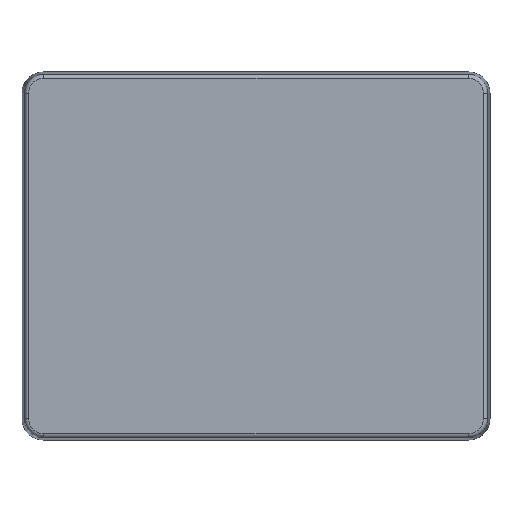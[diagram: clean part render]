
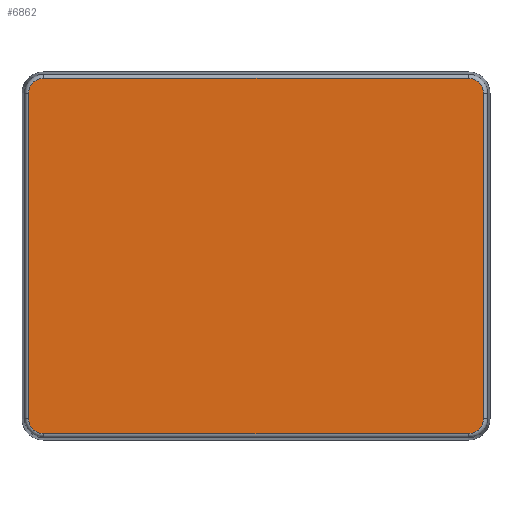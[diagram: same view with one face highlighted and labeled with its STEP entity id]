
A CAD part, front view. The second image highlights one B-rep face of the part: STEP entity #6862.
In plain terms, the highlighted face is planar.
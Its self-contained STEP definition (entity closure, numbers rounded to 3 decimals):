
#557=PLANE('',#7350);
#1101=LINE('',#12002,#1713);
#1103=LINE('',#12022,#1715);
#1106=LINE('',#12029,#1718);
#1108=LINE('',#12044,#1720);
#1713=VECTOR('',#8547,10.);
#1715=VECTOR('',#8571,10.);
#1718=VECTOR('',#8578,10.);
#1720=VECTOR('',#8598,10.);
#2207=FACE_OUTER_BOUND('',#2619,.T.);
#2619=EDGE_LOOP('',(#5987,#5988,#5989,#5990,#5991,#5992,#5993,#5994));
#2806=CIRCLE('',#7325,3.842);
#2810=CIRCLE('',#7330,3.842);
#2814=CIRCLE('',#7337,3.842);
#2818=CIRCLE('',#7342,3.842);
#3360=VERTEX_POINT('',#11999);
#3361=VERTEX_POINT('',#12001);
#3364=VERTEX_POINT('',#12008);
#3365=VERTEX_POINT('',#12013);
#3368=VERTEX_POINT('',#12020);
#3369=VERTEX_POINT('',#12025);
#3372=VERTEX_POINT('',#12032);
#3373=VERTEX_POINT('',#12037);
#4259=EDGE_CURVE('',#3360,#3361,#1101,.T.);
#4263=EDGE_CURVE('',#3364,#3360,#2806,.T.);
#4267=EDGE_CURVE('',#3361,#3365,#2810,.T.);
#4269=EDGE_CURVE('',#3368,#3364,#1103,.T.);
#4273=EDGE_CURVE('',#3365,#3369,#1106,.T.);
#4275=EDGE_CURVE('',#3372,#3368,#2814,.T.);
#4279=EDGE_CURVE('',#3369,#3373,#2818,.T.);
#4281=EDGE_CURVE('',#3373,#3372,#1108,.T.);
#5987=ORIENTED_EDGE('',*,*,#4259,.F.);
#5988=ORIENTED_EDGE('',*,*,#4263,.F.);
#5989=ORIENTED_EDGE('',*,*,#4269,.F.);
#5990=ORIENTED_EDGE('',*,*,#4275,.F.);
#5991=ORIENTED_EDGE('',*,*,#4281,.F.);
#5992=ORIENTED_EDGE('',*,*,#4279,.F.);
#5993=ORIENTED_EDGE('',*,*,#4273,.F.);
#5994=ORIENTED_EDGE('',*,*,#4267,.F.);
#6862=ADVANCED_FACE('',(#2207),#557,.F.);
#7325=AXIS2_PLACEMENT_3D('',#12010,#8555,#8556);
#7330=AXIS2_PLACEMENT_3D('',#12017,#8565,#8566);
#7337=AXIS2_PLACEMENT_3D('',#12034,#8583,#8584);
#7342=AXIS2_PLACEMENT_3D('',#12041,#8593,#8594);
#7350=AXIS2_PLACEMENT_3D('',#12063,#8618,#8619);
#8547=DIRECTION('',(0.,1.,0.));
#8555=DIRECTION('center_axis',(0.,0.,1.));
#8556=DIRECTION('ref_axis',(0.707,-0.707,0.));
#8565=DIRECTION('center_axis',(0.,0.,1.));
#8566=DIRECTION('ref_axis',(0.707,0.707,0.));
#8571=DIRECTION('',(1.,0.,0.));
#8578=DIRECTION('',(-1.,0.,0.));
#8583=DIRECTION('center_axis',(0.,0.,1.));
#8584=DIRECTION('ref_axis',(-0.707,-0.707,0.));
#8593=DIRECTION('center_axis',(0.,0.,1.));
#8594=DIRECTION('ref_axis',(-0.707,0.707,0.));
#8598=DIRECTION('',(0.,-1.,0.));
#8618=DIRECTION('center_axis',(0.,0.,1.));
#8619=DIRECTION('ref_axis',(1.,0.,0.));
#11999=CARTESIAN_POINT('',(58.092,-41.5,-33.75));
#12001=CARTESIAN_POINT('',(58.092,41.5,-33.75));
#12002=CARTESIAN_POINT('',(58.092,-20.75,-33.75));
#12008=CARTESIAN_POINT('',(54.25,-45.342,-33.75));
#12010=CARTESIAN_POINT('Origin',(54.25,-41.5,-33.75));
#12013=CARTESIAN_POINT('',(54.25,45.342,-33.75));
#12017=CARTESIAN_POINT('Origin',(54.25,41.5,-33.75));
#12020=CARTESIAN_POINT('',(-54.25,-45.342,-33.75));
#12022=CARTESIAN_POINT('',(-27.125,-45.342,-33.75));
#12025=CARTESIAN_POINT('',(-54.25,45.342,-33.75));
#12029=CARTESIAN_POINT('',(27.125,45.342,-33.75));
#12032=CARTESIAN_POINT('',(-58.092,-41.5,-33.75));
#12034=CARTESIAN_POINT('Origin',(-54.25,-41.5,-33.75));
#12037=CARTESIAN_POINT('',(-58.092,41.5,-33.75));
#12041=CARTESIAN_POINT('Origin',(-54.25,41.5,-33.75));
#12044=CARTESIAN_POINT('',(-58.092,20.75,-33.75));
#12063=CARTESIAN_POINT('Origin',(0.,0.,-33.75));
